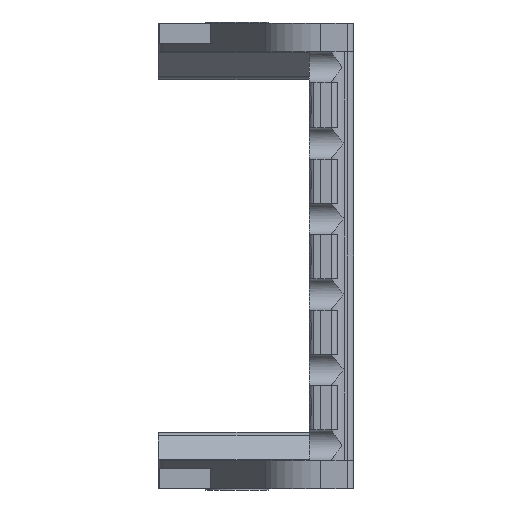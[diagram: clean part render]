
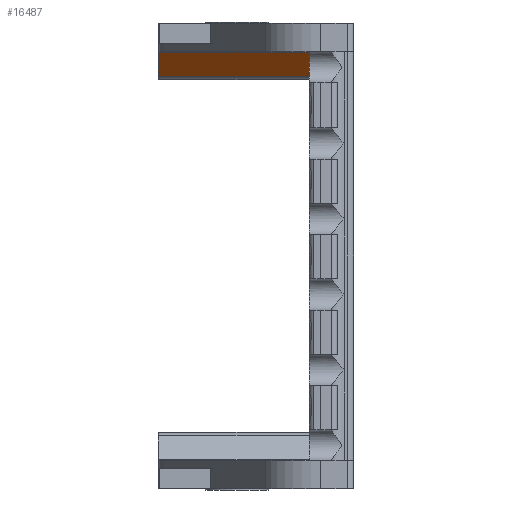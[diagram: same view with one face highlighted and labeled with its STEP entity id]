
A CAD part, left-side view. The second image highlights one B-rep face of the part: STEP entity #16487.
In plain terms, the highlighted planar face has unit normal (-0.707, 0, -0.707).
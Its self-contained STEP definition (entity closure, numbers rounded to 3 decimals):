
#409 = EDGE_CURVE ( 'NONE', #15794, #7360, #6992, .T. ) ;
#607 = DIRECTION ( 'NONE',  ( -0.707, 0., 0.707 ) ) ;
#1472 = CARTESIAN_POINT ( 'NONE',  ( -14.936, 12.5, 28.586 ) ) ;
#2153 = VECTOR ( 'NONE', #17139, 1000. ) ;
#2372 = VECTOR ( 'NONE', #4792, 1000. ) ;
#2820 = EDGE_CURVE ( 'NONE', #11299, #15794, #11374, .T. ) ;
#3001 = ORIENTED_EDGE ( 'NONE', *, *, #409, .F. ) ;
#3299 = CARTESIAN_POINT ( 'NONE',  ( -18.736, 12.5, 32.386 ) ) ;
#3670 = FACE_OUTER_BOUND ( 'NONE', #5312, .T. ) ;
#4724 = EDGE_CURVE ( 'NONE', #9632, #7360, #12914, .T. ) ;
#4792 = DIRECTION ( 'NONE',  ( 0., 1., 0. ) ) ;
#5121 = AXIS2_PLACEMENT_3D ( 'NONE', #8942, #14406, #14239 ) ;
#5209 = PLANE ( 'NONE',  #5121 ) ;
#5312 = EDGE_LOOP ( 'NONE', ( #6853, #11206, #3001, #8532 ) ) ;
#5663 = VECTOR ( 'NONE', #14803, 1000. ) ;
#5971 = LINE ( 'NONE', #16540, #12820 ) ;
#6853 = ORIENTED_EDGE ( 'NONE', *, *, #14772, .T. ) ;
#6992 = LINE ( 'NONE', #16190, #5663 ) ;
#7360 = VERTEX_POINT ( 'NONE', #3299 ) ;
#8532 = ORIENTED_EDGE ( 'NONE', *, *, #2820, .F. ) ;
#8942 = CARTESIAN_POINT ( 'NONE',  ( -14.936, -11.5, 28.586 ) ) ;
#9112 = CARTESIAN_POINT ( 'NONE',  ( -18.736, -11.5, 32.386 ) ) ;
#9632 = VERTEX_POINT ( 'NONE', #9112 ) ;
#11206 = ORIENTED_EDGE ( 'NONE', *, *, #4724, .T. ) ;
#11299 = VERTEX_POINT ( 'NONE', #14008 ) ;
#11374 = LINE ( 'NONE', #16668, #2372 ) ;
#12820 = VECTOR ( 'NONE', #607, 1000. ) ;
#12914 = LINE ( 'NONE', #16968, #2153 ) ;
#14008 = CARTESIAN_POINT ( 'NONE',  ( -14.936, -11.5, 28.586 ) ) ;
#14239 = DIRECTION ( 'NONE',  ( 0., -1., 0. ) ) ;
#14406 = DIRECTION ( 'NONE',  ( 0.707, 0., 0.707 ) ) ;
#14772 = EDGE_CURVE ( 'NONE', #11299, #9632, #5971, .T. ) ;
#14803 = DIRECTION ( 'NONE',  ( -0.707, 0., 0.707 ) ) ;
#15794 = VERTEX_POINT ( 'NONE', #1472 ) ;
#16190 = CARTESIAN_POINT ( 'NONE',  ( -14.936, 12.5, 28.586 ) ) ;
#16487 = ADVANCED_FACE ( 'NONE', ( #3670 ), #5209, .F. ) ;
#16540 = CARTESIAN_POINT ( 'NONE',  ( -14.936, -11.5, 28.586 ) ) ;
#16668 = CARTESIAN_POINT ( 'NONE',  ( -14.936, -11.5, 28.586 ) ) ;
#16968 = CARTESIAN_POINT ( 'NONE',  ( -18.736, -11.5, 32.386 ) ) ;
#17139 = DIRECTION ( 'NONE',  ( 0., 1., 0. ) ) ;
